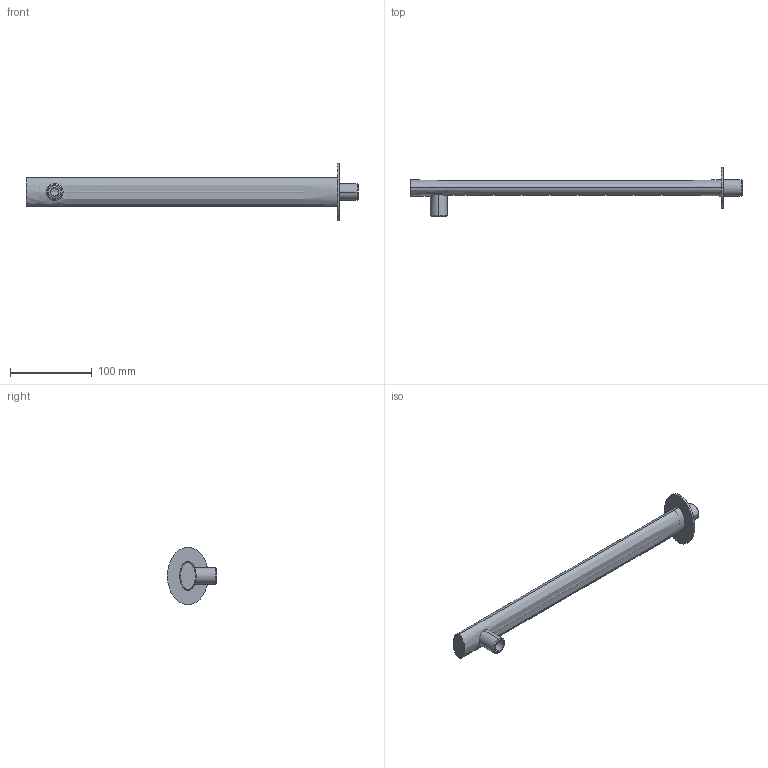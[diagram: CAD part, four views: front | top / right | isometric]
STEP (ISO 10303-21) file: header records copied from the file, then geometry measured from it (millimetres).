
FILE_DESCRIPTION((''),'2;1');
FILE_NAME('BD6025-A2SR0038_ASM','2020-02-18T',('Administrator'),(''),'PRO/ENGINEER BY PARAMETRIC TECHNOLOGY CORPORATION, 2009360','PRO/ENGINEER BY PARAMETRIC TECHNOLOGY CORPORATION, 2009360','');
FILE_SCHEMA(('AUTOMOTIVE_DESIGN_CC2 { 1 2 10303 214 -1 1 5 2 }'));
Length unit declared in the file: millimetre
Products named in the file (8): G1034; F0043; N0073; N0072; GC1007_ASM; F0015; N0175; BD6025-A2SR0038_ASM
Assembly tree (7 placements, depth 3):
  BD6025-A2SR0038_ASM
    GC1007_ASM
      G1034
      F0043
      N0073
      N0072
    F0015
    N0175
Bounding box: 405.5 x 59.98 x 70 mm (x, y, z)
Volume: 49807.5 mm3; surface area: 80103.6 mm2
Topology: 6 solids, 6 shells, 107 faces, 240 edges, 150 vertices
Faces by surface type: cylinder 44, plane 30, cone 22, extrusion 11
Entity records: 3780 total; most frequent: CARTESIAN_POINT 1086, DIRECTION 541, ORIENTED_EDGE 472, EDGE_CURVE 236, AXIS2_PLACEMENT_3D 215, VERTEX_POINT 150, EDGE_LOOP 132, VECTOR 111
